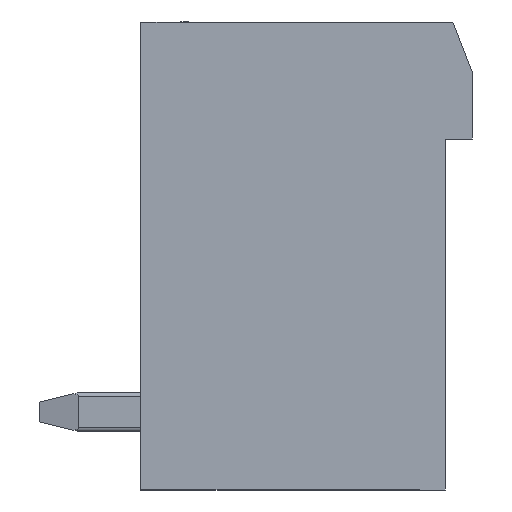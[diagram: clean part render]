
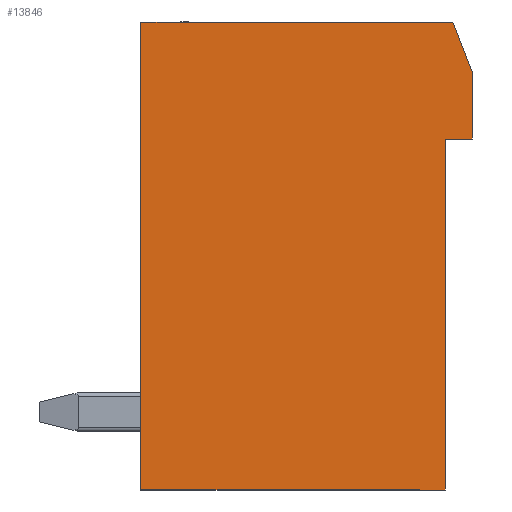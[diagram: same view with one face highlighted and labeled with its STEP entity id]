
A CAD part, left-side view. The second image highlights one B-rep face of the part: STEP entity #13846.
In plain terms, the highlighted planar face has unit normal (-1, 0, 0).
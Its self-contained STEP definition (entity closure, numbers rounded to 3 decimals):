
#4369=ORIENTED_EDGE('',*,*,#5291,.T.);
#4370=ORIENTED_EDGE('',*,*,#5338,.T.);
#4371=ORIENTED_EDGE('',*,*,#5376,.T.);
#4372=ORIENTED_EDGE('',*,*,#4547,.T.);
#4373=ORIENTED_EDGE('',*,*,#5396,.T.);
#4374=ORIENTED_EDGE('',*,*,#5393,.T.);
#4375=ORIENTED_EDGE('',*,*,#5392,.T.);
#4547=EDGE_CURVE('',#6495,#6494,#7744,.T.);
#5291=EDGE_CURVE('',#7117,#7119,#8394,.T.);
#5338=EDGE_CURVE('',#7119,#7143,#8429,.T.);
#5376=EDGE_CURVE('',#7143,#6495,#8467,.T.);
#5392=EDGE_CURVE('',#7169,#7117,#8483,.T.);
#5393=EDGE_CURVE('',#7170,#7169,#8484,.T.);
#5396=EDGE_CURVE('',#6494,#7170,#8487,.T.);
#6494=VERTEX_POINT('',#18613);
#6495=VERTEX_POINT('',#18615);
#7117=VERTEX_POINT('',#20160);
#7119=VERTEX_POINT('',#20164);
#7143=VERTEX_POINT('',#20241);
#7169=VERTEX_POINT('',#20310);
#7170=VERTEX_POINT('',#20327);
#7744=LINE('',#18614,#9299);
#8394=LINE('',#20165,#9949);
#8429=LINE('',#20242,#9984);
#8467=LINE('',#20305,#10022);
#8483=LINE('',#20324,#10038);
#8484=LINE('',#20326,#10039);
#8487=LINE('',#20332,#10042);
#9299=VECTOR('',#14961,1000.);
#9949=VECTOR('',#15987,1000.);
#9984=VECTOR('',#16058,1000.);
#10022=VECTOR('',#16098,1000.);
#10038=VECTOR('',#16116,1000.);
#10039=VECTOR('',#16119,1000.);
#10042=VECTOR('',#16124,1000.);
#11661=EDGE_LOOP('',(#4369,#4370,#4371,#4372,#4373,#4374,#4375));
#12506=FACE_BOUND('',#11661,.T.);
#13099=PLANE('',#14874);
#13846=ADVANCED_FACE('',(#12506),#13099,.T.);
#14874=AXIS2_PLACEMENT_3D('',#22762,#18400,#18401);
#14961=DIRECTION('',(0.,-1.,0.));
#15987=DIRECTION('',(0.,0.359,0.933));
#16058=DIRECTION('',(0.,1.,0.));
#16098=DIRECTION('',(0.,0.,-1.));
#16116=DIRECTION('',(0.,0.,1.));
#16119=DIRECTION('',(0.,-1.,0.));
#16124=DIRECTION('',(0.,0.,1.));
#18400=DIRECTION('',(-1.,0.,0.));
#18401=DIRECTION('',(0.,0.,1.));
#18613=CARTESIAN_POINT('',(-31.18,0.7,-6.));
#18614=CARTESIAN_POINT('',(-31.18,8.5,-6.));
#18615=CARTESIAN_POINT('',(-31.18,8.5,-6.));
#20160=CARTESIAN_POINT('',(-31.18,0.,4.7));
#20164=CARTESIAN_POINT('',(-31.18,0.5,6.));
#20165=CARTESIAN_POINT('',(-31.18,0.,4.7));
#20241=CARTESIAN_POINT('',(-31.18,8.5,6.));
#20242=CARTESIAN_POINT('',(-31.18,0.5,6.));
#20305=CARTESIAN_POINT('',(-31.18,8.5,6.));
#20310=CARTESIAN_POINT('',(-31.18,0.,3.));
#20324=CARTESIAN_POINT('',(-31.18,0.,3.));
#20326=CARTESIAN_POINT('',(-31.18,0.7,3.));
#20327=CARTESIAN_POINT('',(-31.18,0.7,3.));
#20332=CARTESIAN_POINT('',(-31.18,0.7,-6.));
#22762=CARTESIAN_POINT('',(-31.18,0.,0.));
